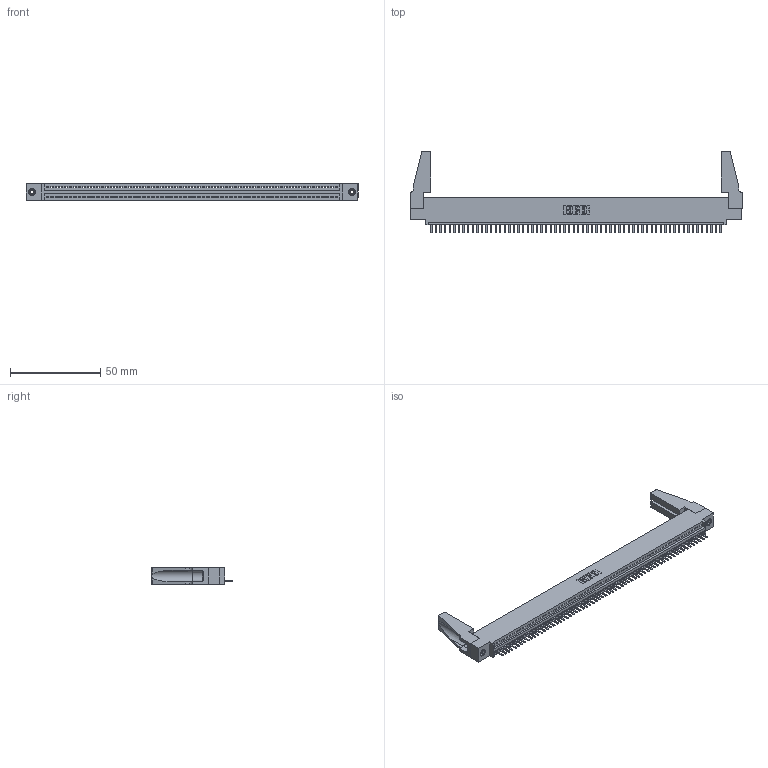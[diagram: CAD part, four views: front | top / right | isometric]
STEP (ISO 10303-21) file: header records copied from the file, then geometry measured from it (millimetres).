
FILE_DESCRIPTION (( 'STEP AP203' ), '1' );
FILE_NAME ('395-064-520-488.STEP', '2019-10-25T00:16:59', ( '' ), ( '' ), 'SwSTEP 2.0', 'SolidWorks 2016', '' );
FILE_SCHEMA (( 'CONFIG_CONTROL_DESIGN' ));
Length unit declared in the file: inch
Products named in the file (5): 345-220-078_345-220-088; 345 Part_0.110 Offset - 0.156 Dia-TH; 345-250-001_345-250-001-102; 395-064-520-488; 345-292-001_345-293-120
Assembly tree (69 placements, depth 2):
  395-064-520-488
    345 Part_0.110 Offset - 0.156 Dia-TH
    345-292-001_345-293-120  x64
    345-250-001_345-250-001-102  x2
    345-220-078_345-220-088  x2
Bounding box: 183.79 x 45.34 x 9.4 mm (x, y, z)
Volume: 20632.2 mm3; surface area: 26004 mm2
Topology: 69 solids, 69 shells, 4222 faces, 12443 edges, 8114 vertices
Faces by surface type: plane 2844, cylinder 1362, cone 12, torus 4
Entity records: 47600 total; most frequent: CARTESIAN_POINT 8246, ORIENTED_EDGE 8192, DIRECTION 7164, EDGE_CURVE 4096, LINE 3662, VECTOR 3662, VERTEX_POINT 2722, AXIS2_PLACEMENT_3D 1751
